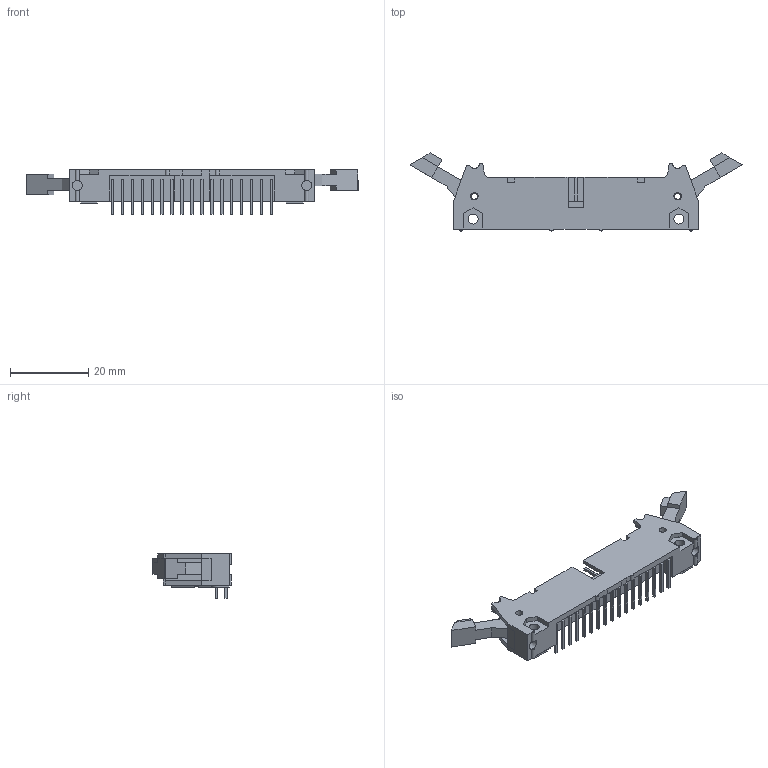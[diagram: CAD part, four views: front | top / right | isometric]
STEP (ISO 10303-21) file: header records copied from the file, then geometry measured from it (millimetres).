
FILE_DESCRIPTION(/* description */ (''),/* implementation_level */ '2;1');
FILE_NAME(/* name */ '3M_N3431-5302RB.stp',/* time_stamp */ '2015-12-09T14:36:39+01:00',/* author */ ('riccim'),/* organization */ (''),/* preprocessor_version */ 'ST-DEVELOPER v15.5',/* originating_system */ 'AutoCAD Mechanical',/* authorisation */ '');
FILE_SCHEMA (('AUTOMOTIVE_DESIGN { 1 0 10303 214 3 1 1 }'));
Length unit declared in the file: millimetre
Products named in the file (1): Product
Bounding box: 84.87 x 19.96 x 11.48 mm (x, y, z)
Volume: 3880.2 mm3; surface area: 6467.5 mm2
Topology: 79 solids, 79 shells, 716 faces, 1661 edges, 1105 vertices
Faces by surface type: plane 666, cylinder 50
Full cylindrical faces by diameter (mm): 1.575 x4, 1.904 x2, 2.54 x6
Entity records: 20005 total; most frequent: CARTESIAN_POINT 3663, ORIENTED_EDGE 3288, DIRECTION 3130, EDGE_CURVE 1644, LINE 1524, VECTOR 1524, VERTEX_POINT 1100, AXIS2_PLACEMENT_3D 803
